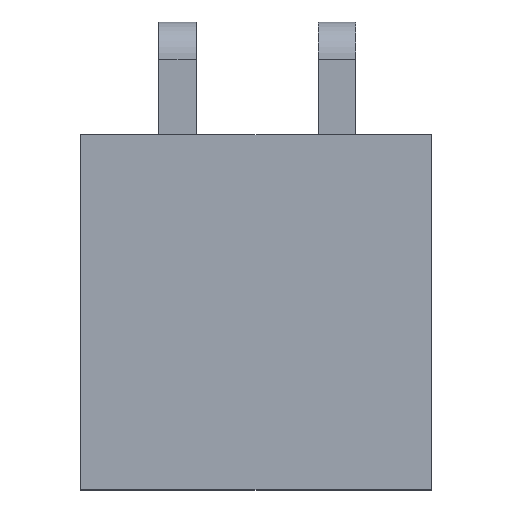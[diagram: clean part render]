
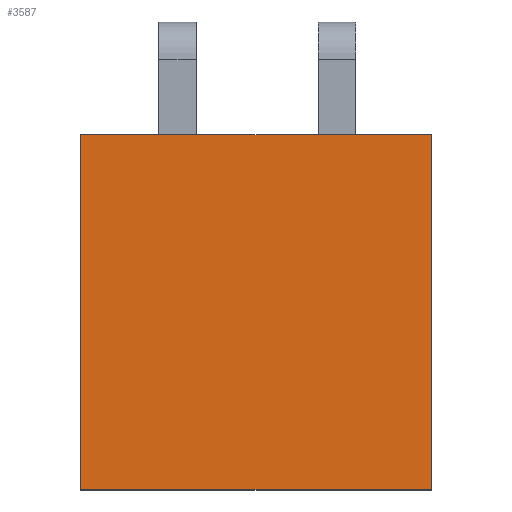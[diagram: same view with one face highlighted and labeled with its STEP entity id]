
A CAD part, top view. The second image highlights one B-rep face of the part: STEP entity #3587.
In plain terms, the highlighted planar face has unit normal (0, 0, 1).
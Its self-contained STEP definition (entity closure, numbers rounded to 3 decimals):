
#1721 = PLANE('',#1722);
#1722 = AXIS2_PLACEMENT_3D('',#1723,#1724,#1725);
#1723 = CARTESIAN_POINT('',(2.79,5.025,2.649));
#1724 = DIRECTION('',(-1.,0.,0.));
#1725 = DIRECTION('',(0.,0.,1.));
#1777 = PLANE('',#1778);
#1778 = AXIS2_PLACEMENT_3D('',#1779,#1780,#1781);
#1779 = CARTESIAN_POINT('',(-2.79,5.025,2.649));
#1780 = DIRECTION('',(-1.,0.,0.));
#1781 = DIRECTION('',(0.,0.,1.));
#1883 = PLANE('',#1884);
#1884 = AXIS2_PLACEMENT_3D('',#1885,#1886,#1887);
#1885 = CARTESIAN_POINT('',(2.79,-0.625,2.649));
#1886 = DIRECTION('',(0.,1.,0.));
#1887 = DIRECTION('',(1.,0.,0.));
#2527 = VERTEX_POINT('',#2528);
#2528 = CARTESIAN_POINT('',(2.79,5.025,2.649));
#2542 = PLANE('',#2543);
#2543 = AXIS2_PLACEMENT_3D('',#2544,#2545,#2546);
#2544 = CARTESIAN_POINT('',(2.79,5.025,2.649));
#2545 = DIRECTION('',(0.,-1.,0.));
#2546 = DIRECTION('',(-1.,0.,0.));
#2554 = EDGE_CURVE('',#2527,#2555,#2557,.T.);
#2555 = VERTEX_POINT('',#2556);
#2556 = CARTESIAN_POINT('',(2.79,-0.625,2.649));
#2557 = SURFACE_CURVE('',#2558,(#2562,#2569),.PCURVE_S1.);
#2558 = LINE('',#2559,#2560);
#2559 = CARTESIAN_POINT('',(2.79,-0.625,2.649));
#2560 = VECTOR('',#2561,1.);
#2561 = DIRECTION('',(0.,-1.,0.));
#2562 = PCURVE('',#1721,#2563);
#2563 = DEFINITIONAL_REPRESENTATION('',(#2564),#2568);
#2564 = LINE('',#2565,#2566);
#2565 = CARTESIAN_POINT('',(0.,-5.65));
#2566 = VECTOR('',#2567,1.);
#2567 = DIRECTION('',(0.,-1.));
#2568 = ( GEOMETRIC_REPRESENTATION_CONTEXT(2) 
PARAMETRIC_REPRESENTATION_CONTEXT() REPRESENTATION_CONTEXT('2D SPACE',''
  ) );
#2569 = PCURVE('',#2570,#2575);
#2570 = PLANE('',#2571);
#2571 = AXIS2_PLACEMENT_3D('',#2572,#2573,#2574);
#2572 = CARTESIAN_POINT('',(2.79,-0.625,2.649));
#2573 = DIRECTION('',(0.,0.,-1.));
#2574 = DIRECTION('',(0.,1.,0.));
#2575 = DEFINITIONAL_REPRESENTATION('',(#2576),#2580);
#2576 = LINE('',#2577,#2578);
#2577 = CARTESIAN_POINT('',(0.,-0.));
#2578 = VECTOR('',#2579,1.);
#2579 = DIRECTION('',(-1.,0.));
#2580 = ( GEOMETRIC_REPRESENTATION_CONTEXT(2) 
PARAMETRIC_REPRESENTATION_CONTEXT() REPRESENTATION_CONTEXT('2D SPACE',''
  ) );
#2760 = VERTEX_POINT('',#2761);
#2761 = CARTESIAN_POINT('',(-2.79,-0.625,2.649));
#2782 = EDGE_CURVE('',#2783,#2760,#2785,.T.);
#2783 = VERTEX_POINT('',#2784);
#2784 = CARTESIAN_POINT('',(-2.79,5.025,2.649));
#2785 = SURFACE_CURVE('',#2786,(#2790,#2797),.PCURVE_S1.);
#2786 = LINE('',#2787,#2788);
#2787 = CARTESIAN_POINT('',(-2.79,-0.625,2.649));
#2788 = VECTOR('',#2789,1.);
#2789 = DIRECTION('',(0.,-1.,0.));
#2790 = PCURVE('',#1777,#2791);
#2791 = DEFINITIONAL_REPRESENTATION('',(#2792),#2796);
#2792 = LINE('',#2793,#2794);
#2793 = CARTESIAN_POINT('',(0.,-5.65));
#2794 = VECTOR('',#2795,1.);
#2795 = DIRECTION('',(0.,-1.));
#2796 = ( GEOMETRIC_REPRESENTATION_CONTEXT(2) 
PARAMETRIC_REPRESENTATION_CONTEXT() REPRESENTATION_CONTEXT('2D SPACE',''
  ) );
#2797 = PCURVE('',#2570,#2798);
#2798 = DEFINITIONAL_REPRESENTATION('',(#2799),#2803);
#2799 = LINE('',#2800,#2801);
#2800 = CARTESIAN_POINT('',(0.,-5.58));
#2801 = VECTOR('',#2802,1.);
#2802 = DIRECTION('',(-1.,0.));
#2803 = ( GEOMETRIC_REPRESENTATION_CONTEXT(2) 
PARAMETRIC_REPRESENTATION_CONTEXT() REPRESENTATION_CONTEXT('2D SPACE',''
  ) );
#2928 = EDGE_CURVE('',#2555,#2760,#2929,.T.);
#2929 = SURFACE_CURVE('',#2930,(#2934,#2941),.PCURVE_S1.);
#2930 = LINE('',#2931,#2932);
#2931 = CARTESIAN_POINT('',(2.79,-0.625,2.649));
#2932 = VECTOR('',#2933,1.);
#2933 = DIRECTION('',(-1.,0.,0.));
#2934 = PCURVE('',#1883,#2935);
#2935 = DEFINITIONAL_REPRESENTATION('',(#2936),#2940);
#2936 = LINE('',#2937,#2938);
#2937 = CARTESIAN_POINT('',(-0.,0.));
#2938 = VECTOR('',#2939,1.);
#2939 = DIRECTION('',(-1.,0.));
#2940 = ( GEOMETRIC_REPRESENTATION_CONTEXT(2) 
PARAMETRIC_REPRESENTATION_CONTEXT() REPRESENTATION_CONTEXT('2D SPACE',''
  ) );
#2941 = PCURVE('',#2570,#2942);
#2942 = DEFINITIONAL_REPRESENTATION('',(#2943),#2947);
#2943 = LINE('',#2944,#2945);
#2944 = CARTESIAN_POINT('',(0.,-0.));
#2945 = VECTOR('',#2946,1.);
#2946 = DIRECTION('',(0.,-1.));
#2947 = ( GEOMETRIC_REPRESENTATION_CONTEXT(2) 
PARAMETRIC_REPRESENTATION_CONTEXT() REPRESENTATION_CONTEXT('2D SPACE',''
  ) );
#3566 = EDGE_CURVE('',#2527,#2783,#3567,.T.);
#3567 = SURFACE_CURVE('',#3568,(#3572,#3579),.PCURVE_S1.);
#3568 = LINE('',#3569,#3570);
#3569 = CARTESIAN_POINT('',(2.79,5.025,2.649));
#3570 = VECTOR('',#3571,1.);
#3571 = DIRECTION('',(-1.,0.,0.));
#3572 = PCURVE('',#2542,#3573);
#3573 = DEFINITIONAL_REPRESENTATION('',(#3574),#3578);
#3574 = LINE('',#3575,#3576);
#3575 = CARTESIAN_POINT('',(0.,0.));
#3576 = VECTOR('',#3577,1.);
#3577 = DIRECTION('',(1.,0.));
#3578 = ( GEOMETRIC_REPRESENTATION_CONTEXT(2) 
PARAMETRIC_REPRESENTATION_CONTEXT() REPRESENTATION_CONTEXT('2D SPACE',''
  ) );
#3579 = PCURVE('',#2570,#3580);
#3580 = DEFINITIONAL_REPRESENTATION('',(#3581),#3585);
#3581 = LINE('',#3582,#3583);
#3582 = CARTESIAN_POINT('',(5.65,0.));
#3583 = VECTOR('',#3584,1.);
#3584 = DIRECTION('',(0.,-1.));
#3585 = ( GEOMETRIC_REPRESENTATION_CONTEXT(2) 
PARAMETRIC_REPRESENTATION_CONTEXT() REPRESENTATION_CONTEXT('2D SPACE',''
  ) );
#3587 = ADVANCED_FACE('',(#3588),#2570,.F.);
#3588 = FACE_BOUND('',#3589,.T.);
#3589 = EDGE_LOOP('',(#3590,#3591,#3592,#3593));
#3590 = ORIENTED_EDGE('',*,*,#2782,.T.);
#3591 = ORIENTED_EDGE('',*,*,#2928,.F.);
#3592 = ORIENTED_EDGE('',*,*,#2554,.F.);
#3593 = ORIENTED_EDGE('',*,*,#3566,.T.);
